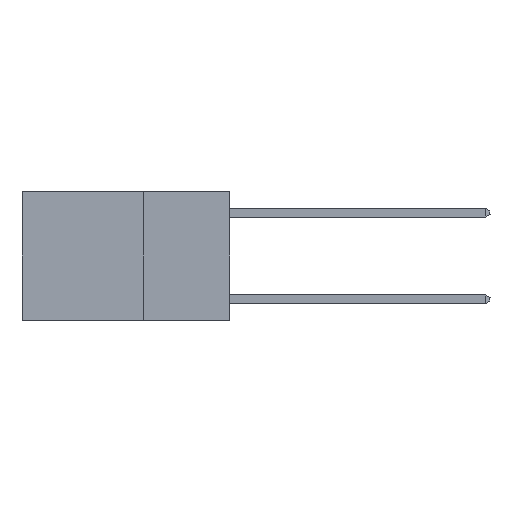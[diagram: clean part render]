
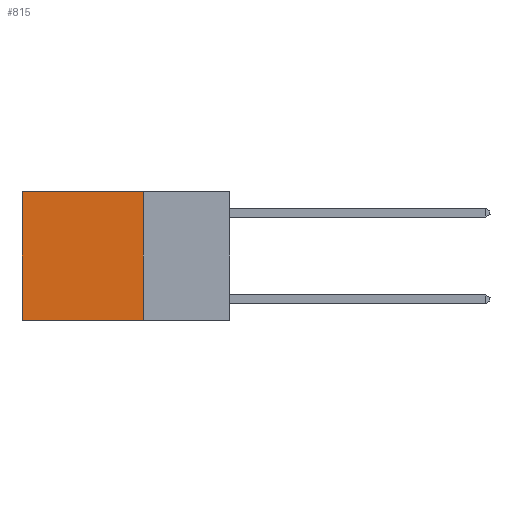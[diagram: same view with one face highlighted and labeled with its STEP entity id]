
A CAD part, left-side view. The second image highlights one B-rep face of the part: STEP entity #815.
In plain terms, the highlighted planar face has unit normal (-1, 0, 0).
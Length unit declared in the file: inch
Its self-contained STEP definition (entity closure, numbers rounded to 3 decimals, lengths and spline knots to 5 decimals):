
#461 = CARTESIAN_POINT ( 'NONE',  ( 0.2625, 0.25, 0. ) ) ;
#815 = ADVANCED_FACE ( 'NONE', ( #20438 ), #22675, .F. ) ;
#825 = AXIS2_PLACEMENT_3D ( 'NONE', #461, #4733, #6579 ) ;
#2049 = CARTESIAN_POINT ( 'NONE',  ( 0.2625, 0.25, 0. ) ) ;
#2673 = ORIENTED_EDGE ( 'NONE', *, *, #15480, .F. ) ;
#3597 = VERTEX_POINT ( 'NONE', #12968 ) ;
#3697 = VERTEX_POINT ( 'NONE', #23220 ) ;
#4002 = VECTOR ( 'NONE', #9801, 39.37008 ) ;
#4304 = CARTESIAN_POINT ( 'NONE',  ( 0.2625, 0.25, -0.37 ) ) ;
#4733 = DIRECTION ( 'NONE',  ( 1., 0., 0. ) ) ;
#6579 = DIRECTION ( 'NONE',  ( 0., 0., -1. ) ) ;
#7239 = LINE ( 'NONE', #15204, #9571 ) ;
#8332 = VECTOR ( 'NONE', #17959, 39.37008 ) ;
#8935 = VECTOR ( 'NONE', #21414, 39.37008 ) ;
#9571 = VECTOR ( 'NONE', #13226, 39.37008 ) ;
#9801 = DIRECTION ( 'NONE',  ( 0., 1., 0. ) ) ;
#9953 = ORIENTED_EDGE ( 'NONE', *, *, #22206, .T. ) ;
#12968 = CARTESIAN_POINT ( 'NONE',  ( 0.2625, 0.6, -0.37 ) ) ;
#13226 = DIRECTION ( 'NONE',  ( 0., 0., -1. ) ) ;
#15204 = CARTESIAN_POINT ( 'NONE',  ( 0.2625, 0.25, 0. ) ) ;
#15480 = EDGE_CURVE ( 'NONE', #18764, #3697, #7239, .T. ) ;
#15624 = EDGE_CURVE ( 'NONE', #18764, #20797, #23855, .T. ) ;
#16964 = ORIENTED_EDGE ( 'NONE', *, *, #15624, .T. ) ;
#17264 = EDGE_LOOP ( 'NONE', ( #9953, #22069, #2673, #16964 ) ) ;
#17468 = LINE ( 'NONE', #23383, #8935 ) ;
#17959 = DIRECTION ( 'NONE',  ( 0., 1., 0. ) ) ;
#18764 = VERTEX_POINT ( 'NONE', #18980 ) ;
#18980 = CARTESIAN_POINT ( 'NONE',  ( 0.2625, 0.25, 0. ) ) ;
#20438 = FACE_OUTER_BOUND ( 'NONE', #17264, .T. ) ;
#20534 = EDGE_CURVE ( 'NONE', #3697, #3597, #22226, .T. ) ;
#20797 = VERTEX_POINT ( 'NONE', #25507 ) ;
#21414 = DIRECTION ( 'NONE',  ( 0., 0., -1. ) ) ;
#22069 = ORIENTED_EDGE ( 'NONE', *, *, #20534, .F. ) ;
#22206 = EDGE_CURVE ( 'NONE', #20797, #3597, #17468, .T. ) ;
#22226 = LINE ( 'NONE', #4304, #4002 ) ;
#22675 = PLANE ( 'NONE',  #825 ) ;
#23220 = CARTESIAN_POINT ( 'NONE',  ( 0.2625, 0.25, -0.37 ) ) ;
#23383 = CARTESIAN_POINT ( 'NONE',  ( 0.2625, 0.6, 0. ) ) ;
#23855 = LINE ( 'NONE', #2049, #8332 ) ;
#25507 = CARTESIAN_POINT ( 'NONE',  ( 0.2625, 0.6, 0. ) ) ;
